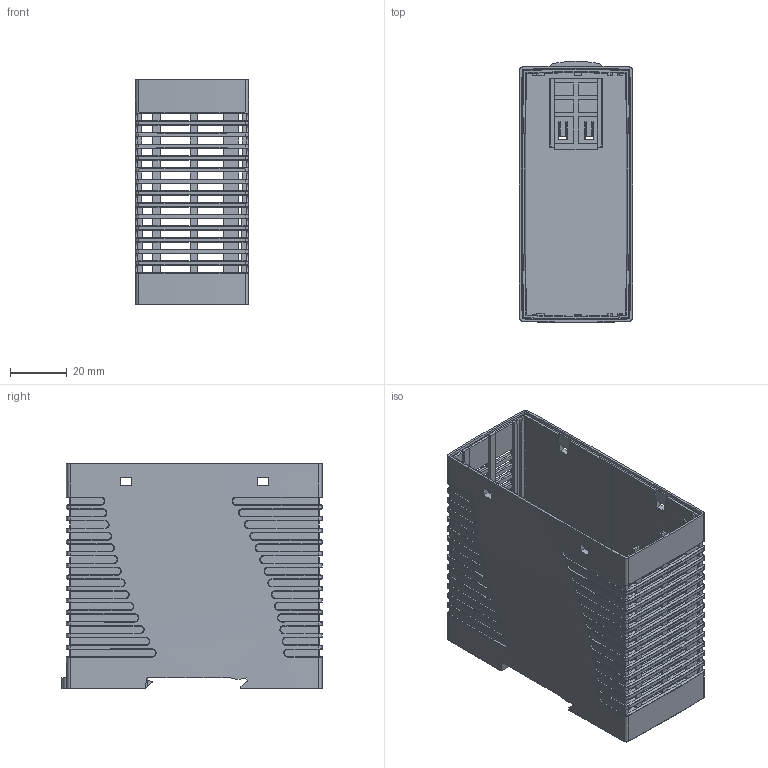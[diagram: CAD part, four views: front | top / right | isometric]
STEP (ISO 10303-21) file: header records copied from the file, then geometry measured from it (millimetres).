
FILE_DESCRIPTION(('FreeCAD Model'),'2;1');
FILE_NAME('Skin_Group1.1.stp','2021-01-19T15:39:15',('FreeCAD'),('FreeCAD'), 'Open CASCADE STEP processor 7.3','FreeCAD','Unknown');
FILE_SCHEMA(('AUTOMOTIVE_DESIGN { 1 0 10303 214 1 1 1 1 }'));
Length unit declared in the file: millimetre
Products named in the file (1): Open CASCADE STEP translator 7.3 1
Bounding box: 40 x 91.61 x 79.25 mm (x, y, z)
Volume: 42704.4 mm3; surface area: 51159.7 mm2
Topology: 1 solids, 1 shells, 1959 faces, 5220 edges, 3035 vertices
Faces by surface type: plane 900, bspline 350, cone 330, cylinder 182, torus 105, revolution 61, extrusion 31
Entity records: 176242 total; most frequent: CARTESIAN_POINT 79837, DIRECTION 15866, ORIENTED_EDGE 10440, PCURVE 10440, DEFINITIONAL_REPRESENTATION 10440, VECTOR 8928, LINE 8897, EDGE_CURVE 5220
